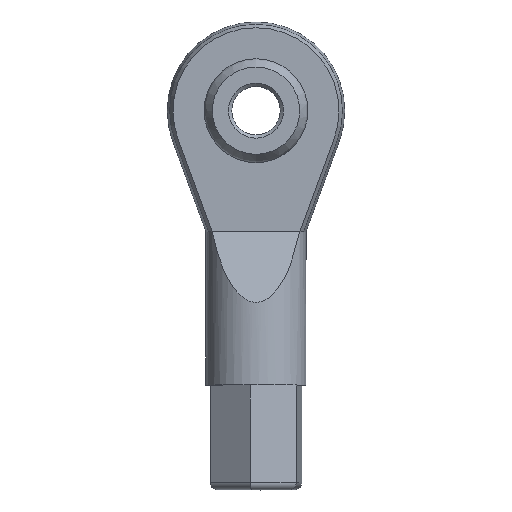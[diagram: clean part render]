
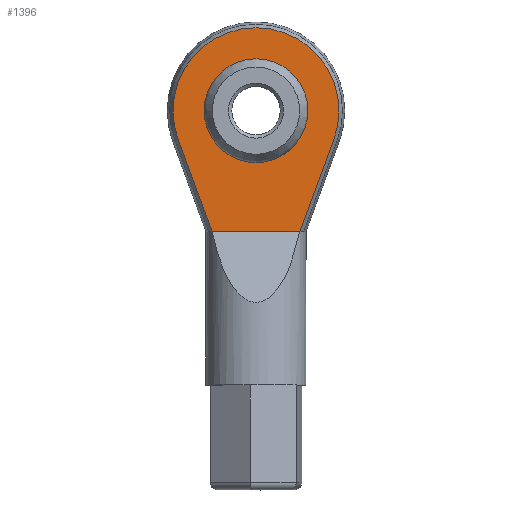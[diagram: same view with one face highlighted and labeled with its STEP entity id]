
A CAD part, top view. The second image highlights one B-rep face of the part: STEP entity #1396.
In plain terms, the highlighted planar face has unit normal (0, 0, 1).
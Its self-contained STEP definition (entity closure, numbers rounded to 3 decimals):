
#25=FACE_BOUND('',#274,.T.);
#55=PLANE('',#1527);
#81=CIRCLE('',#1463,3.218);
#82=CIRCLE('',#1464,3.218);
#98=CIRCLE('',#1525,5.143);
#184=FACE_OUTER_BOUND('',#273,.T.);
#273=EDGE_LOOP('',(#1218,#1219,#1220,#1221,#1222,#1223));
#274=EDGE_LOOP('',(#1224,#1225));
#418=LINE('',#4043,#518);
#420=LINE('',#4048,#520);
#441=LINE('',#4100,#541);
#442=LINE('',#4103,#542);
#443=LINE('',#4104,#543);
#518=VECTOR('',#1793,10.);
#520=VECTOR('',#1799,10.);
#541=VECTOR('',#1854,10.);
#542=VECTOR('',#1857,10.);
#543=VECTOR('',#1858,10.);
#610=VERTEX_POINT('',#2847);
#611=VERTEX_POINT('',#2849);
#643=VERTEX_POINT('',#4040);
#644=VERTEX_POINT('',#4042);
#645=VERTEX_POINT('',#4046);
#658=VERTEX_POINT('',#4094);
#659=VERTEX_POINT('',#4098);
#660=VERTEX_POINT('',#4102);
#760=EDGE_CURVE('',#611,#610,#81,.T.);
#761=EDGE_CURVE('',#610,#611,#82,.T.);
#824=EDGE_CURVE('',#644,#643,#418,.T.);
#827=EDGE_CURVE('',#645,#643,#420,.T.);
#851=EDGE_CURVE('',#658,#645,#98,.T.);
#853=EDGE_CURVE('',#659,#658,#441,.T.);
#854=EDGE_CURVE('',#659,#660,#442,.T.);
#855=EDGE_CURVE('',#660,#644,#443,.T.);
#1218=ORIENTED_EDGE('',*,*,#827,.F.);
#1219=ORIENTED_EDGE('',*,*,#851,.F.);
#1220=ORIENTED_EDGE('',*,*,#853,.F.);
#1221=ORIENTED_EDGE('',*,*,#854,.T.);
#1222=ORIENTED_EDGE('',*,*,#855,.T.);
#1223=ORIENTED_EDGE('',*,*,#824,.T.);
#1224=ORIENTED_EDGE('',*,*,#760,.T.);
#1225=ORIENTED_EDGE('',*,*,#761,.T.);
#1396=ADVANCED_FACE('',(#184,#25),#55,.T.);
#1463=AXIS2_PLACEMENT_3D('',#2850,#1665,#1666);
#1464=AXIS2_PLACEMENT_3D('',#2851,#1667,#1668);
#1525=AXIS2_PLACEMENT_3D('',#4096,#1849,#1850);
#1527=AXIS2_PLACEMENT_3D('',#4101,#1855,#1856);
#1665=DIRECTION('center_axis',(0.,0.,-1.));
#1666=DIRECTION('ref_axis',(0.,1.,0.));
#1667=DIRECTION('center_axis',(0.,0.,-1.));
#1668=DIRECTION('ref_axis',(0.,1.,0.));
#1793=DIRECTION('',(1.,0.,0.));
#1799=DIRECTION('',(-0.345,-0.938,0.));
#1849=DIRECTION('center_axis',(0.,0.,-1.));
#1850=DIRECTION('ref_axis',(1.,0.,0.));
#1854=DIRECTION('',(-0.345,0.938,0.));
#1855=DIRECTION('center_axis',(0.,0.,1.));
#1856=DIRECTION('ref_axis',(1.,0.,0.));
#1857=DIRECTION('',(1.,0.,0.));
#1858=DIRECTION('',(1.,0.,0.));
#2847=CARTESIAN_POINT('',(-3.218,0.,1.5));
#2849=CARTESIAN_POINT('',(0.,-3.218,1.5));
#2850=CARTESIAN_POINT('Origin',(0.,0.,1.5));
#2851=CARTESIAN_POINT('Origin',(0.,0.,1.5));
#4040=CARTESIAN_POINT('',(2.72,-7.5,1.5));
#4042=CARTESIAN_POINT('',(2.713,-7.5,1.5));
#4043=CARTESIAN_POINT('',(-3.1,-7.5,1.5));
#4046=CARTESIAN_POINT('',(4.826,-1.777,1.5));
#4048=CARTESIAN_POINT('',(3.634,-5.017,1.5));
#4094=CARTESIAN_POINT('',(-4.826,-1.777,1.5));
#4096=CARTESIAN_POINT('Origin',(0.,0.,1.5));
#4098=CARTESIAN_POINT('',(-2.72,-7.5,1.5));
#4100=CARTESIAN_POINT('',(-4.664,-2.217,1.5));
#4101=CARTESIAN_POINT('Origin',(0.,-1.,1.5));
#4102=CARTESIAN_POINT('',(-2.713,-7.5,1.5));
#4103=CARTESIAN_POINT('',(-3.1,-7.5,1.5));
#4104=CARTESIAN_POINT('',(-3.1,-7.5,1.5));
